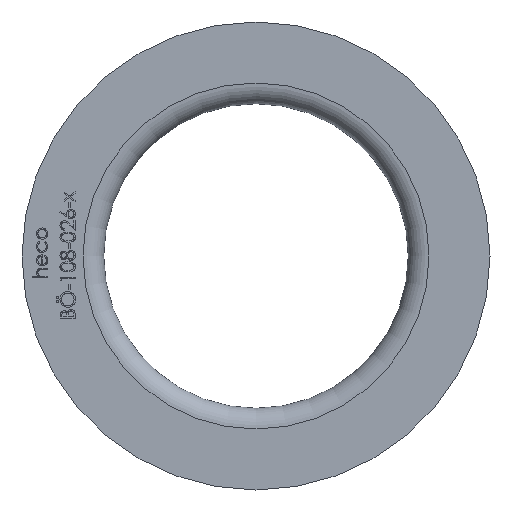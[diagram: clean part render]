
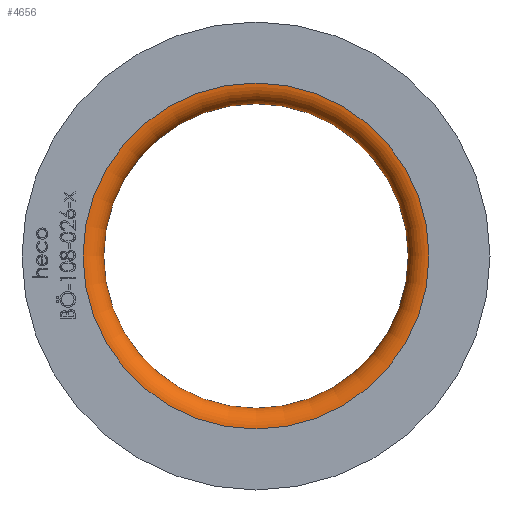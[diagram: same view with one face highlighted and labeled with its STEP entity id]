
A CAD part, left-side view. The second image highlights one B-rep face of the part: STEP entity #4656.
In plain terms, the highlighted toroidal (fillet/blend) face has major radius 58.4 mm and minor radius 7 mm.
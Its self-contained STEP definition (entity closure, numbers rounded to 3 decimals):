
#297 = CARTESIAN_POINT ( 'NONE',  ( 7., 0., 0. ) ) ;
#483 = DIRECTION ( 'NONE',  ( 0., 0., 1. ) ) ;
#1737 = EDGE_CURVE ( 'NONE', #6949, #6949, #5021, .T. ) ;
#1767 = AXIS2_PLACEMENT_3D ( 'NONE', #11102, #5065, #483 ) ;
#1817 = AXIS2_PLACEMENT_3D ( 'NONE', #297, #7440, #5032 ) ;
#4606 = CARTESIAN_POINT ( 'NONE',  ( 7., 0., 51.4 ) ) ;
#4656 = ADVANCED_FACE ( 'NONE', ( #13781, #15002 ), #8491, .T. ) ;
#5021 = CIRCLE ( 'NONE', #13700, 51.4 ) ;
#5032 = DIRECTION ( 'NONE',  ( 0., 0., 1. ) ) ;
#5065 = DIRECTION ( 'NONE',  ( -1., 0., 0. ) ) ;
#6915 = EDGE_CURVE ( 'NONE', #8315, #8315, #9439, .T. ) ;
#6949 = VERTEX_POINT ( 'NONE', #4606 ) ;
#7440 = DIRECTION ( 'NONE',  ( -1., 0., 0. ) ) ;
#8315 = VERTEX_POINT ( 'NONE', #13060 ) ;
#8491 = TOROIDAL_SURFACE ( 'NONE', #1817, 58.4, 7. ) ;
#9068 = ORIENTED_EDGE ( 'NONE', *, *, #6915, .T. ) ;
#9265 = EDGE_LOOP ( 'NONE', ( #12584 ) ) ;
#9330 = DIRECTION ( 'NONE',  ( 0., 0., 1. ) ) ;
#9439 = CIRCLE ( 'NONE', #1767, 58.4 ) ;
#9728 = EDGE_LOOP ( 'NONE', ( #9068 ) ) ;
#11102 = CARTESIAN_POINT ( 'NONE',  ( 0., 0., 0. ) ) ;
#11509 = DIRECTION ( 'NONE',  ( -1., 0., 0. ) ) ;
#12584 = ORIENTED_EDGE ( 'NONE', *, *, #1737, .F. ) ;
#13060 = CARTESIAN_POINT ( 'NONE',  ( 0., 0., 58.4 ) ) ;
#13700 = AXIS2_PLACEMENT_3D ( 'NONE', #13992, #11509, #9330 ) ;
#13781 = FACE_OUTER_BOUND ( 'NONE', #9265, .T. ) ;
#13992 = CARTESIAN_POINT ( 'NONE',  ( 7., 0., 0. ) ) ;
#15002 = FACE_OUTER_BOUND ( 'NONE', #9728, .T. ) ;
